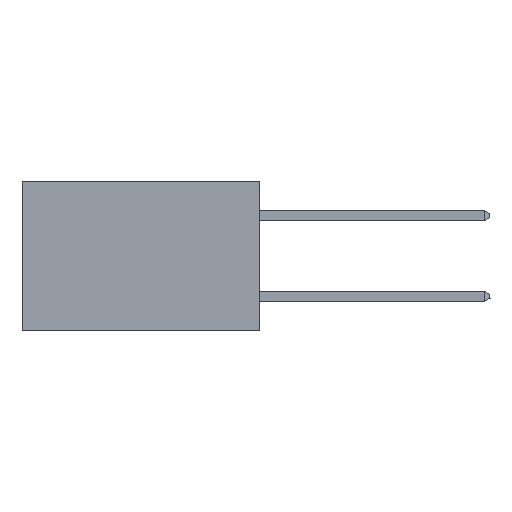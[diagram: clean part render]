
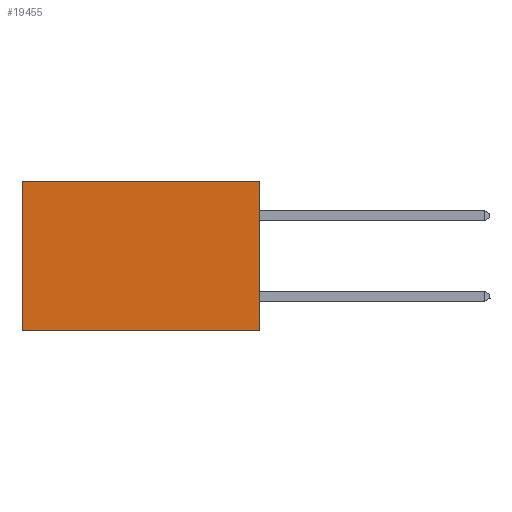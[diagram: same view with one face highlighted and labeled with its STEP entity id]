
A CAD part, left-side view. The second image highlights one B-rep face of the part: STEP entity #19455.
In plain terms, the highlighted planar face has unit normal (-1, 0, 0).
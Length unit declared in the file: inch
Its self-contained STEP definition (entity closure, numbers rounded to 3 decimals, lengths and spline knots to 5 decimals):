
#5 = VERTEX_POINT ( 'NONE', #18077 ) ;
#428 = FACE_OUTER_BOUND ( 'NONE', #14493, .T. ) ;
#624 = DIRECTION ( 'NONE',  ( 0., 0., -1. ) ) ;
#697 = EDGE_CURVE ( 'NONE', #14760, #9768, #1771, .T. ) ;
#1117 = CARTESIAN_POINT ( 'NONE',  ( 0.277, 0., 0. ) ) ;
#1699 = EDGE_CURVE ( 'NONE', #5, #23595, #19552, .T. ) ;
#1771 = LINE ( 'NONE', #13736, #6671 ) ;
#1883 = VECTOR ( 'NONE', #18122, 39.37008 ) ;
#6671 = VECTOR ( 'NONE', #22550, 39.37008 ) ;
#6843 = ORIENTED_EDGE ( 'NONE', *, *, #1699, .T. ) ;
#9768 = VERTEX_POINT ( 'NONE', #22208 ) ;
#12181 = ORIENTED_EDGE ( 'NONE', *, *, #697, .F. ) ;
#12730 = CARTESIAN_POINT ( 'NONE',  ( 0.277, 0., -0.37 ) ) ;
#13736 = CARTESIAN_POINT ( 'NONE',  ( 0.277, 0., -0.37 ) ) ;
#13913 = CARTESIAN_POINT ( 'NONE',  ( 0.277, 0.59, -0.37 ) ) ;
#14493 = EDGE_LOOP ( 'NONE', ( #6843, #22042, #12181, #30280 ) ) ;
#14760 = VERTEX_POINT ( 'NONE', #23934 ) ;
#15155 = DIRECTION ( 'NONE',  ( 1., 0., 0. ) ) ;
#15930 = DIRECTION ( 'NONE',  ( 0., 0., -1. ) ) ;
#18077 = CARTESIAN_POINT ( 'NONE',  ( 0.277, 0.59, 0. ) ) ;
#18122 = DIRECTION ( 'NONE',  ( 0., 1., 0. ) ) ;
#18737 = LINE ( 'NONE', #1117, #24397 ) ;
#19455 = ADVANCED_FACE ( 'NONE', ( #428 ), #27202, .F. ) ;
#19552 = LINE ( 'NONE', #23785, #30028 ) ;
#20508 = DIRECTION ( 'NONE',  ( 0., 1., 0. ) ) ;
#20837 = AXIS2_PLACEMENT_3D ( 'NONE', #12730, #15155, #624 ) ;
#22042 = ORIENTED_EDGE ( 'NONE', *, *, #30522, .F. ) ;
#22208 = CARTESIAN_POINT ( 'NONE',  ( 0.277, 0., -0.37 ) ) ;
#22550 = DIRECTION ( 'NONE',  ( 0., 0., -1. ) ) ;
#23595 = VERTEX_POINT ( 'NONE', #13913 ) ;
#23785 = CARTESIAN_POINT ( 'NONE',  ( 0.277, 0.59, -0.37 ) ) ;
#23934 = CARTESIAN_POINT ( 'NONE',  ( 0.277, 0., 0. ) ) ;
#24397 = VECTOR ( 'NONE', #20508, 39.37008 ) ;
#27202 = PLANE ( 'NONE',  #20837 ) ;
#27514 = EDGE_CURVE ( 'NONE', #14760, #5, #18737, .T. ) ;
#29112 = LINE ( 'NONE', #30090, #1883 ) ;
#30028 = VECTOR ( 'NONE', #15930, 39.37008 ) ;
#30090 = CARTESIAN_POINT ( 'NONE',  ( 0.277, 0., -0.37 ) ) ;
#30280 = ORIENTED_EDGE ( 'NONE', *, *, #27514, .T. ) ;
#30522 = EDGE_CURVE ( 'NONE', #9768, #23595, #29112, .T. ) ;
